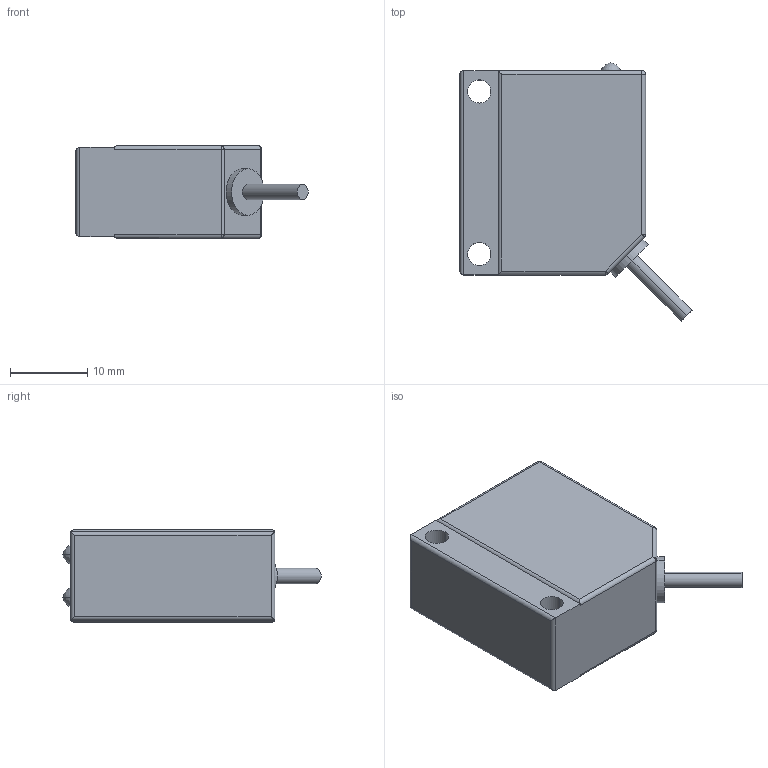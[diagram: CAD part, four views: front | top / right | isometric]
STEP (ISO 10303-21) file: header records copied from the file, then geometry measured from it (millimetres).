
FILE_DESCRIPTION((''),'2;1');
FILE_NAME('M5_R_F400385A','2006-01-03T',('Pepperl+Fuchs'),('Industriehansa'),'PRO/ENGINEER BY PARAMETRIC TECHNOLOGY CORPORATION, 2005290','PRO/ENGINEER BY PARAMETRIC TECHNOLOGY CORPORATION, 2005290','');
FILE_SCHEMA(('AUTOMOTIVE_DESIGN_CC2 { 1 2 10303 214 -1 1 5 2 }'));
Length unit declared in the file: millimetre
Products named in the file (1): M5_R_F400385A
Bounding box: 30.01 x 33.36 x 12 mm (x, y, z)
Volume: 7276.7 mm3; surface area: 2632.8 mm2
Topology: 1 solids, 1 shells, 50 faces, 125 edges, 90 vertices
Faces by surface type: cylinder 25, plane 15, sphere 6, revolution 4
Entity records: 2056 total; most frequent: CARTESIAN_POINT 337, DIRECTION 249, ORIENTED_EDGE 216, PRESENTATION_STYLE_ASSIGNMENT 134, STYLED_ITEM 128, CURVE_STYLE 123, EDGE_CURVE 108, AXIS2_PLACEMENT_3D 89
